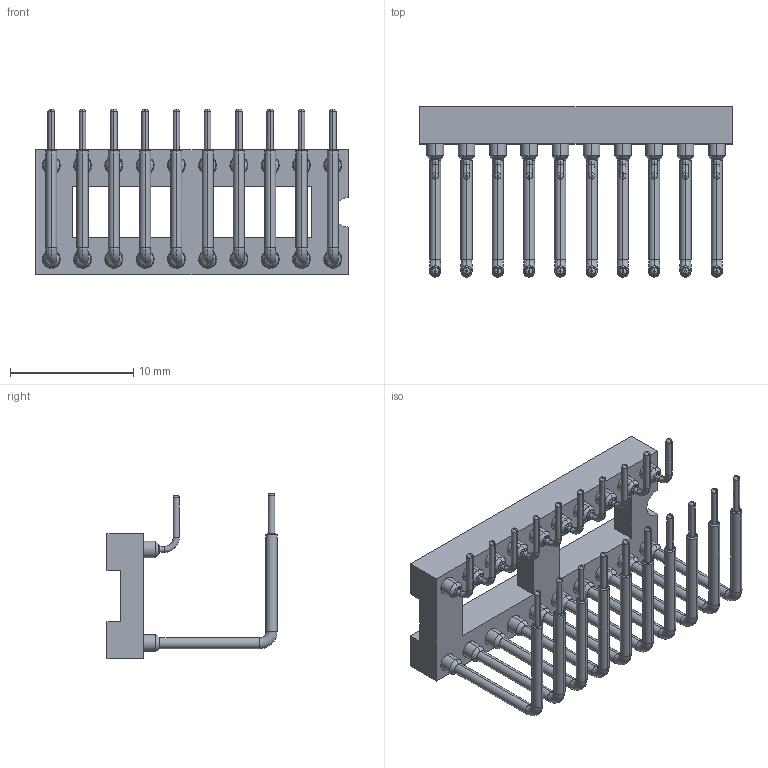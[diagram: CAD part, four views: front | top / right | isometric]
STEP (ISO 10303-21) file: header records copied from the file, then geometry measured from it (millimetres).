
FILE_DESCRIPTION( ('This file contains a STEP AP42 implementation' ,'as created by ZW3D STEP Interface translator.') ,'2;1' );
FILE_NAME( '7110-30120RXX097X1.stp' ,'231219.1020 2', (''), ('ZWCAD Software Co.'), 'Version 1.0', 'ZW3D to STEP translator', '' );
FILE_SCHEMA(('AUTOMOTIVE_DESIGN { 1 0 10303 214 1 1 1 1 }'));
Length unit declared in the file: millimetre
Products named in the file (2): 0; 7110-30120RXX097X1
Bounding box: 25.4 x 13.81 x 13.46 mm (x, y, z)
Volume: 597.8 mm3; surface area: 2389.7 mm2
Topology: 1 solids, 1 shells, 1699 faces, 4107 edges, 2578 vertices
Faces by surface type: bspline 720, plane 507, cone 390, cylinder 82
Entity records: 96753 total; most frequent: CARTESIAN_POINT 66494, ORIENTED_EDGE 8374, EDGE_CURVE 4107, B_SPLINE_CURVE_WITH_KNOTS 3947, VERTEX_POINT 2578, DIRECTION 2040, EDGE_LOOP 1871, FACE_OUTER_BOUND 1699
